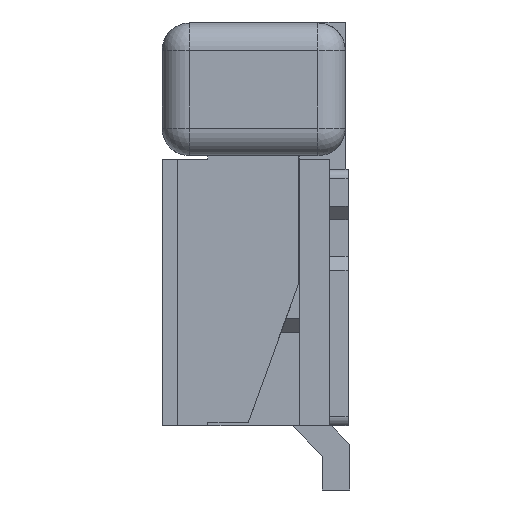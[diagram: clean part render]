
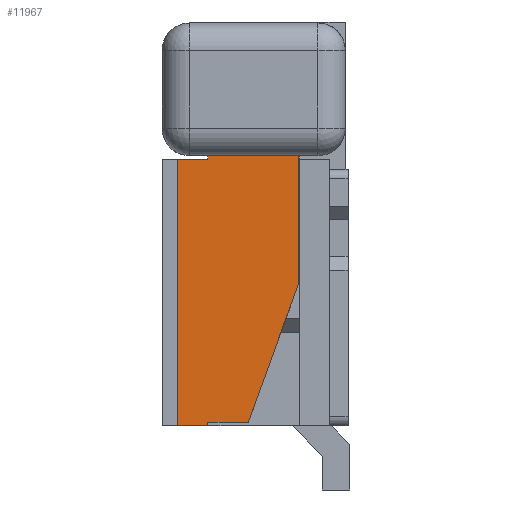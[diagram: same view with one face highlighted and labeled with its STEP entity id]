
A CAD part, left-side view. The second image highlights one B-rep face of the part: STEP entity #11967.
In plain terms, the highlighted planar face has unit normal (-1, 0, 0).
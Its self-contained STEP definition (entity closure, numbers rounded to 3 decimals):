
#360=DIRECTION('',(0.,0.,-1.));
#361=VECTOR('',#360,0.04);
#362=CARTESIAN_POINT('',(-14.37,0.5,-1.45));
#363=LINE('',#362,#361);
#364=DIRECTION('',(0.,-1.,0.));
#365=VECTOR('',#364,0.99);
#366=CARTESIAN_POINT('',(-14.37,0.5,-1.45));
#367=LINE('',#366,#365);
#368=DIRECTION('',(0.,-0.342,0.94));
#369=VECTOR('',#368,1.608);
#370=CARTESIAN_POINT('',(-14.37,0.06,-4.36));
#371=LINE('',#370,#369);
#372=DIRECTION('',(0.,1.,0.));
#373=VECTOR('',#372,0.44);
#374=CARTESIAN_POINT('',(-14.37,0.06,-4.36));
#375=LINE('',#374,#373);
#376=DIRECTION('',(0.,0.,1.));
#377=VECTOR('',#376,0.04);
#378=CARTESIAN_POINT('',(-14.37,0.5,-4.4));
#379=LINE('',#378,#377);
#380=DIRECTION('',(0.,0.,-1.));
#381=VECTOR('',#380,2.91);
#382=CARTESIAN_POINT('',(-14.37,0.83,-1.49));
#383=LINE('',#382,#381);
#384=DIRECTION('',(0.,-1.,0.));
#385=VECTOR('',#384,0.33);
#386=CARTESIAN_POINT('',(-14.37,0.83,-1.49));
#387=LINE('',#386,#385);
#416=DIRECTION('',(0.,0.,1.));
#417=VECTOR('',#416,1.399);
#418=CARTESIAN_POINT('',(-14.37,-0.49,-2.849));
#419=LINE('',#418,#417);
#672=DIRECTION('',(0.,-1.,0.));
#673=VECTOR('',#672,0.33);
#674=CARTESIAN_POINT('',(-14.37,0.83,-4.4));
#675=LINE('',#674,#673);
#8993=CARTESIAN_POINT('',(-14.37,0.5,-1.45));
#8995=VERTEX_POINT('',#8993);
#8996=CARTESIAN_POINT('',(-14.37,0.5,-1.49));
#8998=VERTEX_POINT('',#8996);
#9164=CARTESIAN_POINT('',(-14.37,0.5,-4.4));
#9165=VERTEX_POINT('',#9164);
#9168=CARTESIAN_POINT('',(-14.37,0.83,-4.4));
#9169=VERTEX_POINT('',#9168);
#9172=CARTESIAN_POINT('',(-14.37,-0.49,-1.45));
#9173=VERTEX_POINT('',#9172);
#9194=CARTESIAN_POINT('',(-14.37,0.5,-4.36));
#9195=VERTEX_POINT('',#9194);
#9244=CARTESIAN_POINT('',(-14.37,0.06,-4.36));
#9245=VERTEX_POINT('',#9244);
#9246=CARTESIAN_POINT('',(-14.37,-0.49,-2.849));
#9247=VERTEX_POINT('',#9246);
#9324=CARTESIAN_POINT('',(-14.37,0.83,-1.49));
#9325=VERTEX_POINT('',#9324);
#11945=CARTESIAN_POINT('',(-14.37,0.83,-1.45));
#11946=DIRECTION('',(-1.,0.,0.));
#11947=DIRECTION('',(0.,-1.,0.));
#11948=AXIS2_PLACEMENT_3D('',#11945,#11946,#11947);
#11949=PLANE('',#11948);
#11950=ORIENTED_EDGE('',*,*,#11907,.F.);
#11951=ORIENTED_EDGE('',*,*,#11834,.T.);
#11953=ORIENTED_EDGE('',*,*,#11952,.F.);
#11955=ORIENTED_EDGE('',*,*,#11954,.F.);
#11957=ORIENTED_EDGE('',*,*,#11956,.T.);
#11959=ORIENTED_EDGE('',*,*,#11958,.F.);
#11961=ORIENTED_EDGE('',*,*,#11960,.F.);
#11963=ORIENTED_EDGE('',*,*,#11962,.F.);
#11964=ORIENTED_EDGE('',*,*,#11922,.T.);
#11965=EDGE_LOOP('',(#11950,#11951,#11953,#11955,#11957,#11959,#11961,#11963,
#11964));
#11966=FACE_OUTER_BOUND('',#11965,.F.);
#11834=EDGE_CURVE('',#8995,#9173,#367,.T.);
#11907=EDGE_CURVE('',#8995,#8998,#363,.T.);
#11922=EDGE_CURVE('',#9325,#8998,#387,.T.);
#11952=EDGE_CURVE('',#9247,#9173,#419,.T.);
#11954=EDGE_CURVE('',#9245,#9247,#371,.T.);
#11956=EDGE_CURVE('',#9245,#9195,#375,.T.);
#11958=EDGE_CURVE('',#9165,#9195,#379,.T.);
#11960=EDGE_CURVE('',#9169,#9165,#675,.T.);
#11962=EDGE_CURVE('',#9325,#9169,#383,.T.);
#11967=ADVANCED_FACE('',(#11966),#11949,.T.);
